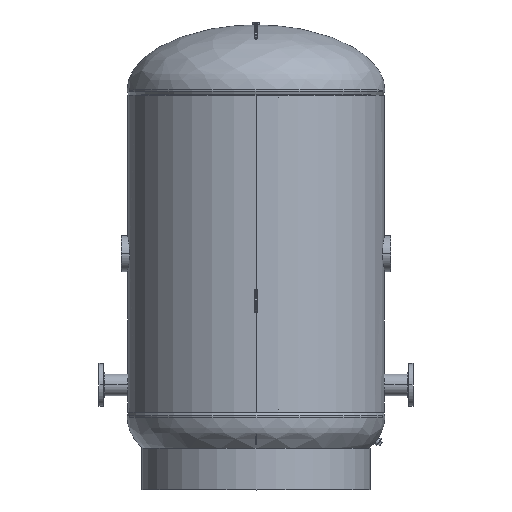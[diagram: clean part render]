
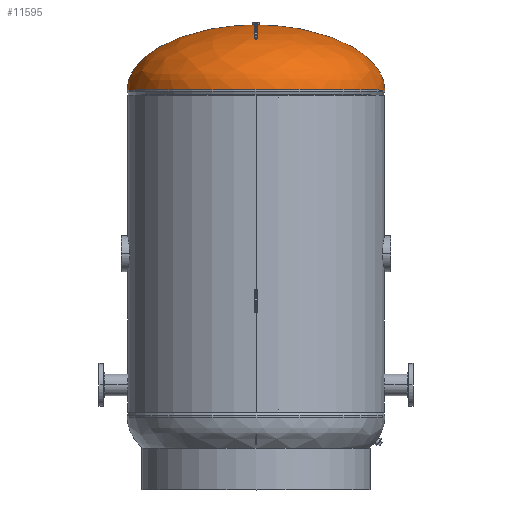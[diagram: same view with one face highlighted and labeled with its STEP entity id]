
A CAD part, top view. The second image highlights one B-rep face of the part: STEP entity #11595.
In plain terms, the highlighted free-form (B-spline) face has degree [3, 3] with [4, 4] control points.
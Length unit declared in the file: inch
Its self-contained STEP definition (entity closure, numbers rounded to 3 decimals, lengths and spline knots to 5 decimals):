
#386 = EDGE_LOOP ( 'NONE', ( #4804, #5224, #5267, #14401, #7275 ) ) ;
#405 = CARTESIAN_POINT ( 'NONE',  ( 27., 8.94732, 54. ) ) ;
#1488 = DIRECTION ( 'NONE',  ( 0., 1., 0. ) ) ;
#1554 = CARTESIAN_POINT ( 'NONE',  ( 27., 8.94732, 0. ) ) ;
#2148 = VERTEX_POINT ( 'NONE', #5378 ) ;
#2378 = CARTESIAN_POINT ( 'NONE',  ( -0.625, 14.74634, 0. ) ) ;
#2968 = CARTESIAN_POINT ( 'NONE',  ( -0.625, 14.74634, 0. ) ) ;
#3596 = CARTESIAN_POINT ( 'NONE',  ( 27., 8.94732, 0. ) ) ;
#3615 = VERTEX_POINT ( 'NONE', #2378 ) ;
#3694 =( BOUNDED_CURVE ( )  B_SPLINE_CURVE ( 3, ( #13139, #11887, #13213, #5087 ),
 .UNSPECIFIED., .F., .T. ) 
 B_SPLINE_CURVE_WITH_KNOTS ( ( 4, 4 ),
 ( 4.73554, 6.28319 ),
 .UNSPECIFIED. ) 
 CURVE ( )  GEOMETRIC_REPRESENTATION_ITEM ( )  RATIONAL_B_SPLINE_CURVE ( ( 1., 0.81, 0.81, 1. ) ) 
 REPRESENTATION_ITEM ( '' )  );
#3964 = CARTESIAN_POINT ( 'NONE',  ( 0., 14.74634, 0.625 ) ) ;
#4223 = DIRECTION ( 'NONE',  ( 0., 1., 0. ) ) ;
#4227 = CARTESIAN_POINT ( 'NONE',  ( 0., 14.74634, 0. ) ) ;
#4461 = CARTESIAN_POINT ( 'NONE',  ( -27., 1.09375, 54. ) ) ;
#4535 = VERTEX_POINT ( 'NONE', #3964 ) ;
#4611 = AXIS2_PLACEMENT_3D ( 'NONE', #10924, #4223, #11102 ) ;
#4621 = EDGE_CURVE ( 'NONE', #4535, #10896, #13907, .T. ) ;
#4804 = ORIENTED_EDGE ( 'NONE', *, *, #12056, .F. ) ;
#5087 = CARTESIAN_POINT ( 'NONE',  ( -27., 1.09375, 0. ) ) ;
#5224 = ORIENTED_EDGE ( 'NONE', *, *, #7397, .T. ) ;
#5267 = ORIENTED_EDGE ( 'NONE', *, *, #13445, .F. ) ;
#5378 = CARTESIAN_POINT ( 'NONE',  ( 27., 1.09375, 0. ) ) ;
#5510 =( BOUNDED_CURVE ( )  B_SPLINE_CURVE ( 3, ( #15684, #11526, #3596, #15601 ),
 .UNSPECIFIED., .F., .T. ) 
 B_SPLINE_CURVE_WITH_KNOTS ( ( 4, 4 ),
 ( 4.73554, 6.28319 ),
 .UNSPECIFIED. ) 
 CURVE ( )  GEOMETRIC_REPRESENTATION_ITEM ( )  RATIONAL_B_SPLINE_CURVE ( ( 1., 0.81, 0.81, 1. ) ) 
 REPRESENTATION_ITEM ( '' )  );
#5723 = DIRECTION ( 'NONE',  ( 1., 0., 0. ) ) ;
#5785 = FACE_OUTER_BOUND ( 'NONE', #386, .T. ) ;
#6933 = CARTESIAN_POINT ( 'NONE',  ( -16.14827, 14.56455, 0. ) ) ;
#7013 = CARTESIAN_POINT ( 'NONE',  ( -0.625, 14.74634, 1.25 ) ) ;
#7097 = CARTESIAN_POINT ( 'NONE',  ( 16.14827, 14.56455, 32.29654 ) ) ;
#7266 = DIRECTION ( 'NONE',  ( 0., -1., 0. ) ) ;
#7275 = ORIENTED_EDGE ( 'NONE', *, *, #4621, .F. ) ;
#7397 = EDGE_CURVE ( 'NONE', #3615, #16366, #3694, .T. ) ;
#8416 = CARTESIAN_POINT ( 'NONE',  ( 16.14827, 14.56455, 0. ) ) ;
#8858 = CARTESIAN_POINT ( 'NONE',  ( 0., 1.09375, 0. ) ) ;
#9102 = AXIS2_PLACEMENT_3D ( 'NONE', #4227, #1488, #5723 ) ;
#9530 = CARTESIAN_POINT ( 'NONE',  ( 0.625, 14.74634, 0. ) ) ;
#9664 = CARTESIAN_POINT ( 'NONE',  ( -27., 8.94732, 54. ) ) ;
#9831 = CARTESIAN_POINT ( 'NONE',  ( -27., 1.09375, 0. ) ) ;
#10896 = VERTEX_POINT ( 'NONE', #9530 ) ;
#10924 = CARTESIAN_POINT ( 'NONE',  ( 0., 14.74634, 0. ) ) ;
#11102 = DIRECTION ( 'NONE',  ( 1., 0., 0. ) ) ;
#11164 = CARTESIAN_POINT ( 'NONE',  ( -27., 8.94732, 0. ) ) ;
#11300 = EDGE_CURVE ( 'NONE', #10896, #2148, #5510, .T. ) ;
#11526 = CARTESIAN_POINT ( 'NONE',  ( 16.14827, 14.56455, 0. ) ) ;
#11595 = ADVANCED_FACE ( 'NONE', ( #5785 ), #12253, .F. ) ;
#11887 = CARTESIAN_POINT ( 'NONE',  ( -16.14827, 14.56455, 0. ) ) ;
#12056 = EDGE_CURVE ( 'NONE', #3615, #4535, #12215, .T. ) ;
#12215 = CIRCLE ( 'NONE', #4611, 0.625 ) ;
#12253 =( BOUNDED_SURFACE ( )  B_SPLINE_SURFACE ( 3, 3, ( 
 ( #13653, #16462, #7013, #2968 ),
 ( #8416, #7097, #12496, #6933 ),
 ( #1554, #405, #9664, #11164 ),
 ( #14972, #16546, #4461, #9831 ) ),
 .UNSPECIFIED., .F., .F., .T. ) 
 B_SPLINE_SURFACE_WITH_KNOTS ( ( 4, 4 ),
 ( 4, 4 ),
 ( 0., 1. ),
 ( 0., 1. ),
 .UNSPECIFIED. ) 
 GEOMETRIC_REPRESENTATION_ITEM ( )  RATIONAL_B_SPLINE_SURFACE ( (
 ( 1., 0.333, 0.333, 1.),
 ( 0.81, 0.27, 0.27, 0.81),
 ( 0.81, 0.27, 0.27, 0.81),
 ( 1., 0.333, 0.333, 1.) ) ) 
 REPRESENTATION_ITEM ( '' )  SURFACE ( )  );
#12496 = CARTESIAN_POINT ( 'NONE',  ( -16.14827, 14.56455, 32.29654 ) ) ;
#12918 = DIRECTION ( 'NONE',  ( 1., 0., 0. ) ) ;
#13139 = CARTESIAN_POINT ( 'NONE',  ( -0.625, 14.74634, 0. ) ) ;
#13213 = CARTESIAN_POINT ( 'NONE',  ( -27., 8.94732, 0. ) ) ;
#13419 = CARTESIAN_POINT ( 'NONE',  ( -27., 1.09375, 0. ) ) ;
#13445 = EDGE_CURVE ( 'NONE', #2148, #16366, #15351, .T. ) ;
#13653 = CARTESIAN_POINT ( 'NONE',  ( 0.625, 14.74634, 0. ) ) ;
#13907 = CIRCLE ( 'NONE', #9102, 0.625 ) ;
#14401 = ORIENTED_EDGE ( 'NONE', *, *, #11300, .F. ) ;
#14509 = AXIS2_PLACEMENT_3D ( 'NONE', #8858, #7266, #12918 ) ;
#14972 = CARTESIAN_POINT ( 'NONE',  ( 27., 1.09375, 0. ) ) ;
#15351 = CIRCLE ( 'NONE', #14509, 27. ) ;
#15601 = CARTESIAN_POINT ( 'NONE',  ( 27., 1.09375, 0. ) ) ;
#15684 = CARTESIAN_POINT ( 'NONE',  ( 0.625, 14.74634, 0. ) ) ;
#16366 = VERTEX_POINT ( 'NONE', #13419 ) ;
#16462 = CARTESIAN_POINT ( 'NONE',  ( 0.625, 14.74634, 1.25 ) ) ;
#16546 = CARTESIAN_POINT ( 'NONE',  ( 27., 1.09375, 54. ) ) ;
